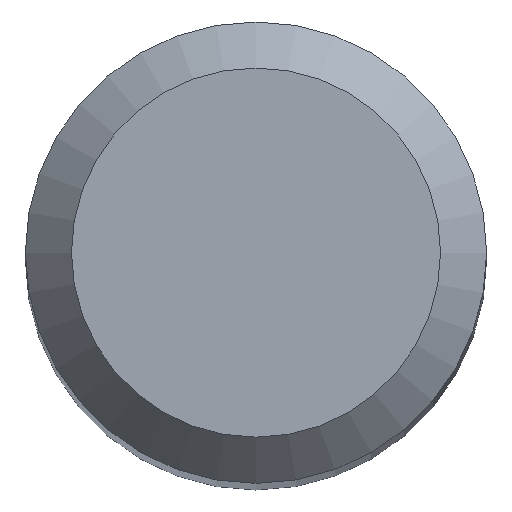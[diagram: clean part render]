
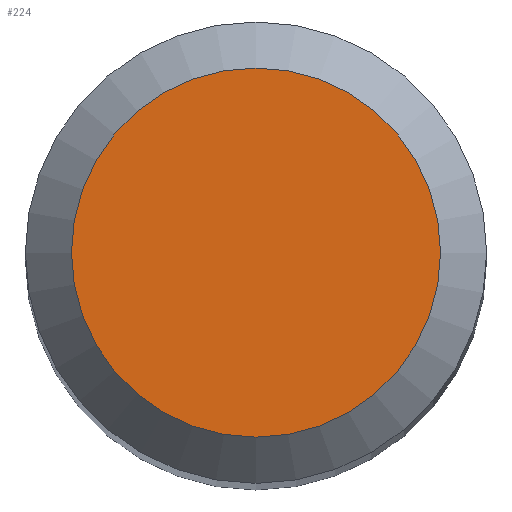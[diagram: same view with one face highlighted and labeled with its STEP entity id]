
A CAD part, top view. The second image highlights one B-rep face of the part: STEP entity #224.
In plain terms, the highlighted planar face has unit normal (0, 0, 1).
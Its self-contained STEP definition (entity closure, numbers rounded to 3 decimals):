
#7 = CARTESIAN_POINT ( 'NONE',  ( 0., 1.2, 38. ) ) ;
#9 = AXIS2_PLACEMENT_3D ( 'NONE', #88, #81, #252 ) ;
#81 = DIRECTION ( 'NONE',  ( 0., 0., -1. ) ) ;
#88 = CARTESIAN_POINT ( 'NONE',  ( 0., 0., 38. ) ) ;
#102 = ORIENTED_EDGE ( 'NONE', *, *, #213, .F. ) ;
#111 = CARTESIAN_POINT ( 'NONE',  ( 0., 0., 38. ) ) ;
#114 = VERTEX_POINT ( 'NONE', #7 ) ;
#138 = CIRCLE ( 'NONE', #9, 1.2 ) ;
#176 = FACE_OUTER_BOUND ( 'NONE', #241, .T. ) ;
#194 = DIRECTION ( 'NONE',  ( 0., 0., -1. ) ) ;
#213 = EDGE_CURVE ( 'NONE', #114, #114, #138, .T. ) ;
#217 = AXIS2_PLACEMENT_3D ( 'NONE', #111, #194, #236 ) ;
#224 = ADVANCED_FACE ( 'NONE', ( #176 ), #255, .F. ) ;
#236 = DIRECTION ( 'NONE',  ( 0., 1., 0. ) ) ;
#241 = EDGE_LOOP ( 'NONE', ( #102 ) ) ;
#252 = DIRECTION ( 'NONE',  ( 0., 1., 0. ) ) ;
#255 = PLANE ( 'NONE',  #217 ) ;
